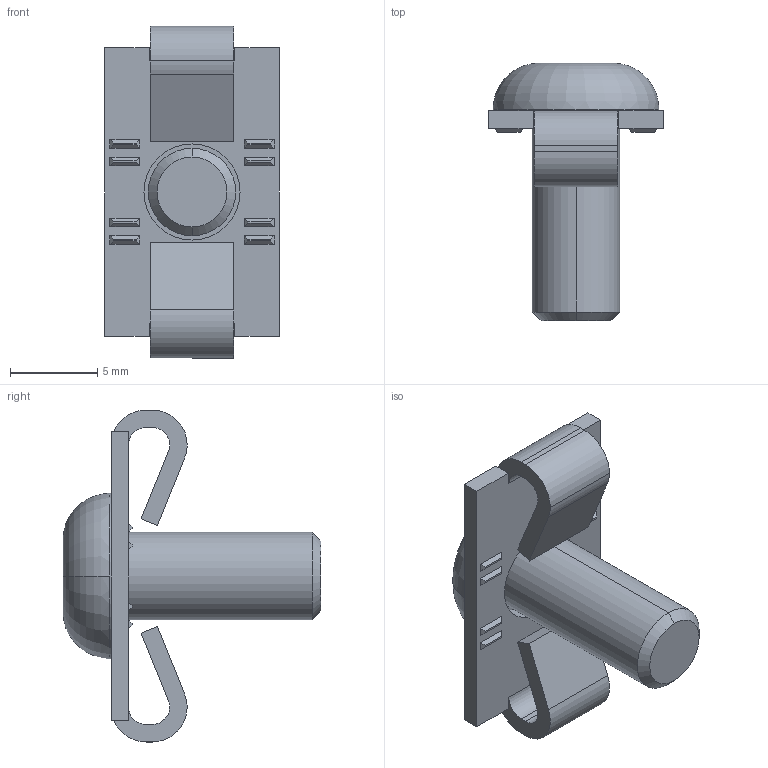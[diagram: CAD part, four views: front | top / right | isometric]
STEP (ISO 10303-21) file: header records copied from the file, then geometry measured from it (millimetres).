
FILE_DESCRIPTION (( 'STEP AP214' ), '1' );
FILE_NAME ('FIXE05E1547-Fixation standard 5 20 Zn.step', '2023-03-24T09:58:56', ( 'Altae' ), ( '' ), 'SwSTEP 2.0', 'SolidWorks 2021', '' );
FILE_SCHEMA (( 'AUTOMOTIVE_DESIGN' ));
Length unit declared in the file: millimetre
Products named in the file (1): FIXE05E1547-Fixation standard 5 20 Zn
Bounding box: 10 x 14.75 x 19 mm (x, y, z)
Volume: 605.6 mm3; surface area: 957.1 mm2
Topology: 2 solids, 2 shells, 100 faces, 248 edges, 162 vertices
Faces by surface type: plane 80, cylinder 16, cone 2, torus 2
Entity records: 3138 total; most frequent: CARTESIAN_POINT 676, ORIENTED_EDGE 496, DIRECTION 486, EDGE_CURVE 248, VECTOR 208, LINE 208, VERTEX_POINT 162, AXIS2_PLACEMENT_3D 139
